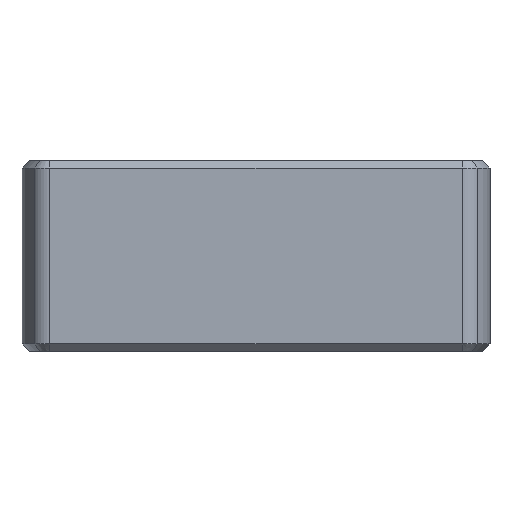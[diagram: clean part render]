
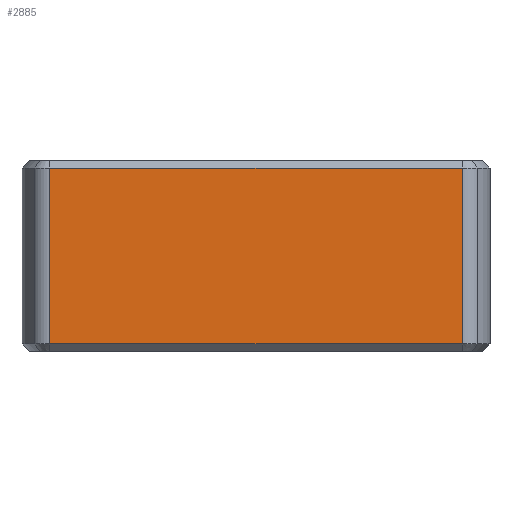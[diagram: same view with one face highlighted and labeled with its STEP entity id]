
A CAD part, front view. The second image highlights one B-rep face of the part: STEP entity #2885.
In plain terms, the highlighted planar face has unit normal (0, -1, 0).
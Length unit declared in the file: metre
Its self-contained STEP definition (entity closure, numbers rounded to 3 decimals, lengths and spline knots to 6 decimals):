
#231=FACE_OUTER_BOUND('',#425,.T.);
#425=EDGE_LOOP('',(#1935,#1936,#1937,#1938));
#631=LINE('',#4332,#947);
#632=LINE('',#4334,#948);
#633=LINE('',#4336,#949);
#634=LINE('',#4337,#950);
#947=VECTOR('',#3418,0.0094);
#948=VECTOR('',#3419,0.022017);
#949=VECTOR('',#3420,0.0094);
#950=VECTOR('',#3421,0.022017);
#1263=VERTEX_POINT('',#4330);
#1264=VERTEX_POINT('',#4331);
#1265=VERTEX_POINT('',#4333);
#1266=VERTEX_POINT('',#4335);
#1503=EDGE_CURVE('',#1263,#1264,#631,.T.);
#1504=EDGE_CURVE('',#1264,#1265,#632,.T.);
#1505=EDGE_CURVE('',#1265,#1266,#633,.F.);
#1506=EDGE_CURVE('',#1266,#1263,#634,.T.);
#1935=ORIENTED_EDGE('',*,*,#1503,.T.);
#1936=ORIENTED_EDGE('',*,*,#1504,.T.);
#1937=ORIENTED_EDGE('',*,*,#1505,.T.);
#1938=ORIENTED_EDGE('',*,*,#1506,.T.);
#2787=PLANE('',#3102);
#2885=ADVANCED_FACE('',(#231),#2787,.T.);
#3102=AXIS2_PLACEMENT_3D('',#4329,#3416,#3417);
#3416=DIRECTION('center_axis',(0.,-1.,0.));
#3417=DIRECTION('ref_axis',(0.,0.,-1.));
#3418=DIRECTION('',(0.,0.,-1.));
#3419=DIRECTION('',(1.,0.,0.));
#3420=DIRECTION('',(0.,0.,-1.));
#3421=DIRECTION('',(-1.,0.,0.));
#4329=CARTESIAN_POINT('Origin',(-0.02,-0.01745,0.));
#4330=CARTESIAN_POINT('',(-0.013508,-0.01745,-0.18765));
#4331=CARTESIAN_POINT('',(-0.013508,-0.01745,-0.19705));
#4332=CARTESIAN_POINT('',(-0.013508,-0.01745,-0.18765));
#4333=CARTESIAN_POINT('',(0.008508,-0.01745,-0.19705));
#4334=CARTESIAN_POINT('',(-0.013508,-0.01745,-0.19705));
#4335=CARTESIAN_POINT('',(0.008508,-0.01745,-0.18765));
#4336=CARTESIAN_POINT('',(0.008508,-0.01745,-0.18765));
#4337=CARTESIAN_POINT('',(0.008508,-0.01745,-0.18765));
